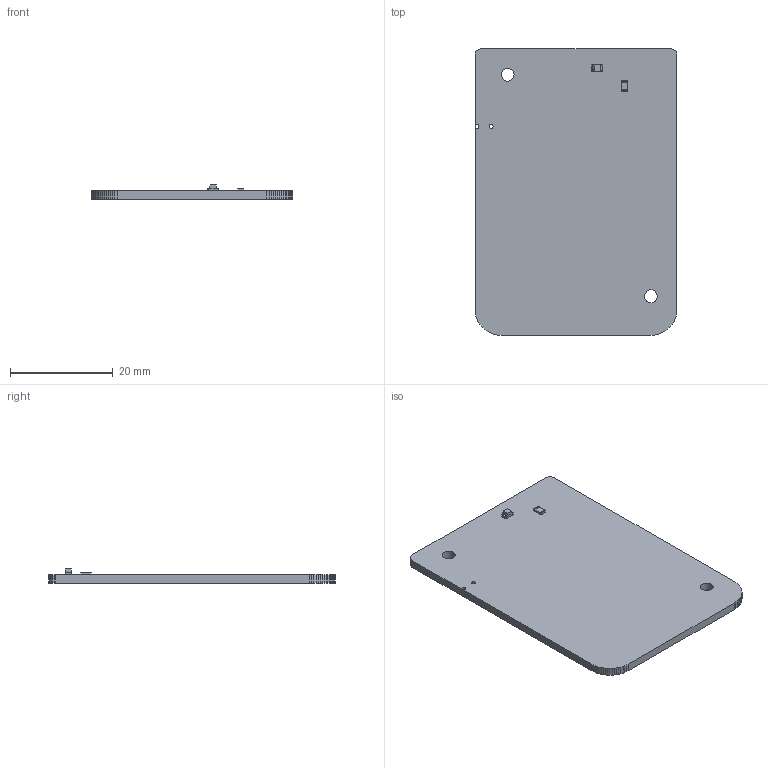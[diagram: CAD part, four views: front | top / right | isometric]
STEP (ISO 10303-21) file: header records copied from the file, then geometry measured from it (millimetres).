
FILE_DESCRIPTION(('KiCad electronic assembly'),'2;1');
FILE_NAME('lightboard.step','2024-02-05T13:48:05',('Pcbnew'),('Kicad'), 'Open CASCADE STEP processor 7.7','KiCad to STEP converter','Unknown' );
FILE_SCHEMA(('AUTOMOTIVE_DESIGN { 1 0 10303 214 1 1 1 1 }'));
Length unit declared in the file: millimetre
Products named in the file (6): lightboard 1; LED_0805_2012Metric; SOLID; R_0805_2012Metric; lightboard PCB
Assembly tree (5 placements, depth 3):
  lightboard 1
    LED_0805_2012Metric
      SOLID
    R_0805_2012Metric
      SOLID
    lightboard PCB
Bounding box: 39.37 x 55.88 x 2.75 mm (x, y, z)
Volume: 3487 mm3; surface area: 4702.5 mm2
Topology: 3 solids, 3 shells, 140 faces, 387 edges, 254 vertices
Faces by surface type: plane 120, cylinder 20
Full cylindrical faces by diameter (mm): 0.75 x2, 2.5 x2
Entity records: 10168 total; most frequent: CARTESIAN_POINT 1705, DIRECTION 1469, LINE 1081, VECTOR 1081, ORIENTED_EDGE 774, PCURVE 774, DEFINITIONAL_REPRESENTATION 774, EDGE_CURVE 387
